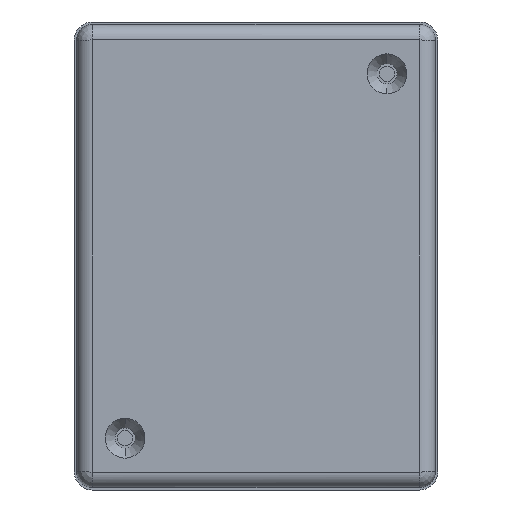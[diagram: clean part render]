
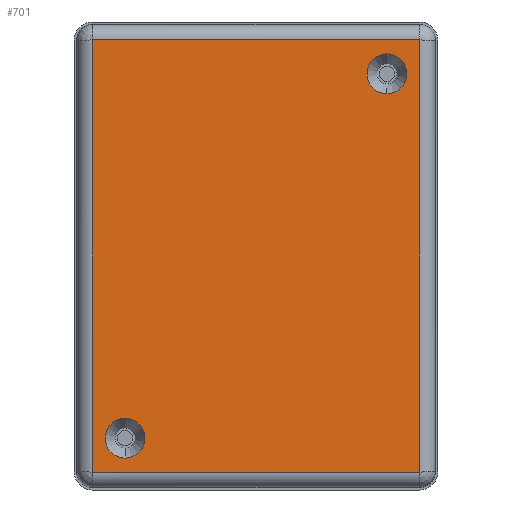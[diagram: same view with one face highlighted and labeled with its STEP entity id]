
A CAD part, front view. The second image highlights one B-rep face of the part: STEP entity #701.
In plain terms, the highlighted planar face has unit normal (0, -1, 0).
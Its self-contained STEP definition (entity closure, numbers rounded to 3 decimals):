
#21 = CARTESIAN_POINT ( 'NONE',  ( -26.726, -2.9, 35.226 ) ) ;
#44 = DIRECTION ( 'NONE',  ( 0., 0., -1. ) ) ;
#216 = AXIS2_PLACEMENT_3D ( 'NONE', #1146, #431, #1808 ) ;
#328 = VERTEX_POINT ( 'NONE', #2267 ) ;
#420 = DIRECTION ( 'NONE',  ( 0., -1., 0. ) ) ;
#431 = DIRECTION ( 'NONE',  ( 0., 1., 0. ) ) ;
#433 = VECTOR ( 'NONE', #4244, 1000. ) ;
#434 = AXIS2_PLACEMENT_3D ( 'NONE', #3541, #451, #2872 ) ;
#441 = EDGE_LOOP ( 'NONE', ( #3015, #3500 ) ) ;
#451 = DIRECTION ( 'NONE',  ( 0., -1., 0. ) ) ;
#690 = EDGE_CURVE ( 'NONE', #1878, #1204, #3549, .T. ) ;
#701 = ADVANCED_FACE ( 'NONE', ( #2152, #4250, #3526 ), #4273, .F. ) ;
#746 = VERTEX_POINT ( 'NONE', #2197 ) ;
#755 = DIRECTION ( 'NONE',  ( 1., 0., 0. ) ) ;
#766 = CARTESIAN_POINT ( 'NONE',  ( -26.726, -2.9, 36.99 ) ) ;
#772 = CARTESIAN_POINT ( 'NONE',  ( -21.35, -2.9, -32.95 ) ) ;
#837 = ORIENTED_EDGE ( 'NONE', *, *, #690, .T. ) ;
#943 = EDGE_CURVE ( 'NONE', #2539, #2018, #2566, .T. ) ;
#1078 = CARTESIAN_POINT ( 'NONE',  ( -21.35, -2.9, -26.45 ) ) ;
#1102 = CIRCLE ( 'NONE', #1752, 3.25 ) ;
#1146 = CARTESIAN_POINT ( 'NONE',  ( -28.49, -2.9, 36.99 ) ) ;
#1204 = VERTEX_POINT ( 'NONE', #2852 ) ;
#1221 = ORIENTED_EDGE ( 'NONE', *, *, #3432, .F. ) ;
#1285 = EDGE_CURVE ( 'NONE', #746, #2328, #1802, .T. ) ;
#1298 = EDGE_CURVE ( 'NONE', #328, #4107, #1823, .T. ) ;
#1416 = DIRECTION ( 'NONE',  ( 0., 0., -1. ) ) ;
#1467 = EDGE_CURVE ( 'NONE', #4107, #1878, #3697, .T. ) ;
#1553 = ORIENTED_EDGE ( 'NONE', *, *, #1467, .T. ) ;
#1628 = ORIENTED_EDGE ( 'NONE', *, *, #1298, .T. ) ;
#1752 = AXIS2_PLACEMENT_3D ( 'NONE', #2888, #420, #3601 ) ;
#1802 = CIRCLE ( 'NONE', #434, 3.25 ) ;
#1808 = DIRECTION ( 'NONE',  ( 0., 0., 1. ) ) ;
#1823 = LINE ( 'NONE', #3208, #433 ) ;
#1878 = VERTEX_POINT ( 'NONE', #21 ) ;
#1951 = AXIS2_PLACEMENT_3D ( 'NONE', #4245, #2191, #44 ) ;
#2018 = VERTEX_POINT ( 'NONE', #1078 ) ;
#2083 = EDGE_CURVE ( 'NONE', #2018, #2539, #4408, .T. ) ;
#2152 = FACE_BOUND ( 'NONE', #441, .T. ) ;
#2164 = VECTOR ( 'NONE', #1416, 1000. ) ;
#2191 = DIRECTION ( 'NONE',  ( 0., -1., 0. ) ) ;
#2197 = CARTESIAN_POINT ( 'NONE',  ( 21.35, -2.9, 32.95 ) ) ;
#2267 = CARTESIAN_POINT ( 'NONE',  ( 26.726, -2.9, -35.226 ) ) ;
#2328 = VERTEX_POINT ( 'NONE', #3999 ) ;
#2349 = DIRECTION ( 'NONE',  ( 0., 0., -1. ) ) ;
#2539 = VERTEX_POINT ( 'NONE', #772 ) ;
#2566 = CIRCLE ( 'NONE', #3939, 3.25 ) ;
#2852 = CARTESIAN_POINT ( 'NONE',  ( -26.726, -2.9, -35.226 ) ) ;
#2872 = DIRECTION ( 'NONE',  ( 0., 0., -1. ) ) ;
#2888 = CARTESIAN_POINT ( 'NONE',  ( 21.35, -2.9, 29.7 ) ) ;
#2941 = EDGE_LOOP ( 'NONE', ( #1628, #1553, #837, #4425 ) ) ;
#3015 = ORIENTED_EDGE ( 'NONE', *, *, #943, .F. ) ;
#3208 = CARTESIAN_POINT ( 'NONE',  ( 26.726, -2.9, 36.99 ) ) ;
#3248 = EDGE_CURVE ( 'NONE', #1204, #328, #4196, .T. ) ;
#3303 = VECTOR ( 'NONE', #3404, 1000. ) ;
#3348 = EDGE_LOOP ( 'NONE', ( #1221, #4091 ) ) ;
#3389 = CARTESIAN_POINT ( 'NONE',  ( -21.35, -2.9, -29.7 ) ) ;
#3404 = DIRECTION ( 'NONE',  ( -1., 0., 0. ) ) ;
#3428 = CARTESIAN_POINT ( 'NONE',  ( -28.49, -2.9, -35.226 ) ) ;
#3432 = EDGE_CURVE ( 'NONE', #2328, #746, #1102, .T. ) ;
#3500 = ORIENTED_EDGE ( 'NONE', *, *, #2083, .F. ) ;
#3526 = FACE_OUTER_BOUND ( 'NONE', #2941, .T. ) ;
#3541 = CARTESIAN_POINT ( 'NONE',  ( 21.35, -2.9, 29.7 ) ) ;
#3549 = LINE ( 'NONE', #766, #2164 ) ;
#3601 = DIRECTION ( 'NONE',  ( 0., 0., -1. ) ) ;
#3639 = CARTESIAN_POINT ( 'NONE',  ( 26.726, -2.9, 35.226 ) ) ;
#3697 = LINE ( 'NONE', #4103, #3303 ) ;
#3726 = DIRECTION ( 'NONE',  ( 0., -1., 0. ) ) ;
#3939 = AXIS2_PLACEMENT_3D ( 'NONE', #3389, #3726, #2349 ) ;
#3999 = CARTESIAN_POINT ( 'NONE',  ( 21.35, -2.9, 26.45 ) ) ;
#4091 = ORIENTED_EDGE ( 'NONE', *, *, #1285, .F. ) ;
#4103 = CARTESIAN_POINT ( 'NONE',  ( -28.49, -2.9, 35.226 ) ) ;
#4107 = VERTEX_POINT ( 'NONE', #3639 ) ;
#4196 = LINE ( 'NONE', #3428, #4428 ) ;
#4244 = DIRECTION ( 'NONE',  ( 0., 0., 1. ) ) ;
#4245 = CARTESIAN_POINT ( 'NONE',  ( -21.35, -2.9, -29.7 ) ) ;
#4250 = FACE_BOUND ( 'NONE', #3348, .T. ) ;
#4273 = PLANE ( 'NONE',  #216 ) ;
#4408 = CIRCLE ( 'NONE', #1951, 3.25 ) ;
#4425 = ORIENTED_EDGE ( 'NONE', *, *, #3248, .T. ) ;
#4428 = VECTOR ( 'NONE', #755, 1000. ) ;
